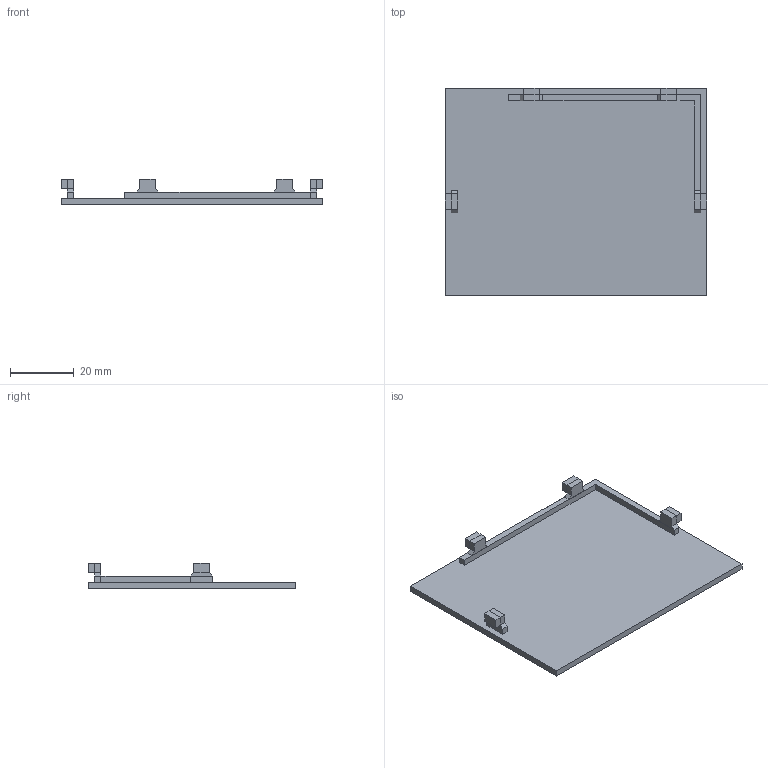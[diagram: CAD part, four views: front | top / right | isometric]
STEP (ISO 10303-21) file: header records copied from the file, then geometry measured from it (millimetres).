
FILE_DESCRIPTION(('FreeCAD Model'),'2;1');
FILE_NAME('Open CASCADE Shape Model','2024-06-11T02:12:38',(''),(''), 'Open CASCADE STEP processor 7.6','FreeCAD','Unknown');
FILE_SCHEMA(('AUTOMOTIVE_DESIGN { 1 0 10303 214 1 1 1 1 }'));
Length unit declared in the file: millimetre
Products named in the file (6): Unnamed; Body; Body001; Body002; Body003; Body004
Assembly tree (5 placements, depth 2):
  Unnamed
    Body
    Body001
    Body002
    Body003
    Body004
Bounding box: 82 x 65 x 8 mm (x, y, z)
Volume: 11356 mm3; surface area: 12134.6 mm2
Topology: 5 solids, 5 shells, 70 faces, 150 edges, 92 vertices
Faces by surface type: plane 70
Entity records: 1966 total; most frequent: CARTESIAN_POINT 318, DIRECTION 302, ORIENTED_EDGE 300, EDGE_CURVE 150, LINE 150, VECTOR 150, VERTEX_POINT 92, AXIS2_PLACEMENT_3D 76
